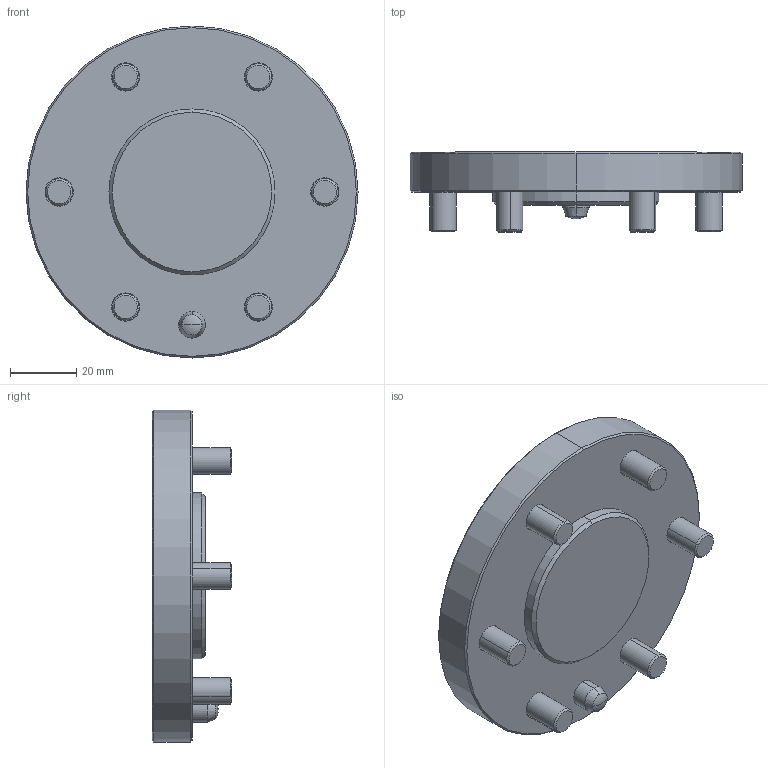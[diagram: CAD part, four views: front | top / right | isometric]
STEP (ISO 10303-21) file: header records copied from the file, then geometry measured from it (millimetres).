
FILE_DESCRIPTION (( 'STEP AP214' ), '1' );
FILE_NAME ('P4611.STEP', '2025-04-25T08:58:03', ( '' ), ( '' ), 'SwSTEP 2.0', 'SolidWorks 2024', '' );
FILE_SCHEMA (( 'AUTOMOTIVE_DESIGN' ));
Length unit declared in the file: millimetre
Products named in the file (1): P4611
Bounding box: 100 x 24 x 100 mm (x, y, z)
Volume: 98765.2 mm3; surface area: 31486.3 mm2
Topology: 12 solids, 12 shells, 354 faces, 788 edges, 469 vertices
Faces by surface type: plane 102, cylinder 90, bspline 64, cone 62, torus 32, sphere 4
Entity records: 31898 total; most frequent: CARTESIAN_POINT 24218, DIRECTION 1558, ORIENTED_EDGE 1544, EDGE_CURVE 772, AXIS2_PLACEMENT_3D 611, VERTEX_POINT 467, EDGE_LOOP 393, ADVANCED_FACE 354
